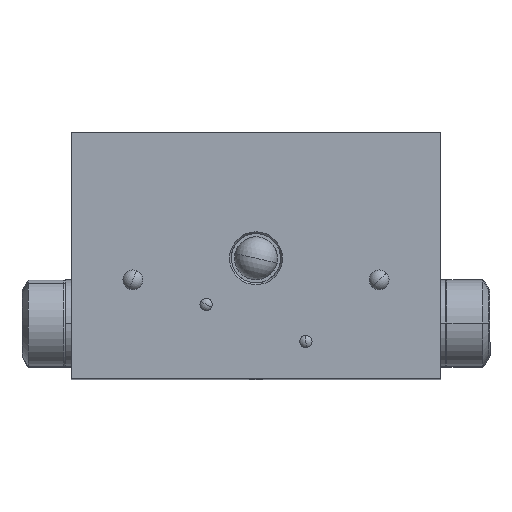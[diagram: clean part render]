
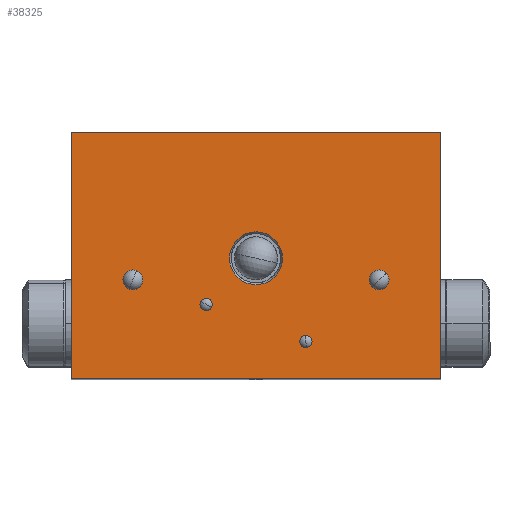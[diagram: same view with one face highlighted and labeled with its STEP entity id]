
A CAD part, top view. The second image highlights one B-rep face of the part: STEP entity #38325.
In plain terms, the highlighted planar face has unit normal (0, 0, 1).
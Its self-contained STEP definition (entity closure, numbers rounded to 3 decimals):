
#534 = CARTESIAN_POINT ( 'NONE',  ( 30., 40., 90. ) ) ;
#746 = AXIS2_PLACEMENT_3D ( 'NONE', #38530, #32822, #11548 ) ;
#1124 = EDGE_LOOP ( 'NONE', ( #32073, #15721 ) ) ;
#1607 = CARTESIAN_POINT ( 'NONE',  ( 20., 16., 90. ) ) ;
#1647 = EDGE_CURVE ( 'NONE', #2115, #3067, #4328, .T. ) ;
#2112 = AXIS2_PLACEMENT_3D ( 'NONE', #20712, #29206, #32739 ) ;
#2115 = VERTEX_POINT ( 'NONE', #24005 ) ;
#2268 = EDGE_CURVE ( 'NONE', #15106, #33004, #19394, .T. ) ;
#2281 = EDGE_CURVE ( 'NONE', #31172, #36516, #37011, .T. ) ;
#2453 = AXIS2_PLACEMENT_3D ( 'NONE', #18275, #12558, #6677 ) ;
#2469 = ORIENTED_EDGE ( 'NONE', *, *, #37318, .F. ) ;
#2663 = VERTEX_POINT ( 'NONE', #4839 ) ;
#3052 = VERTEX_POINT ( 'NONE', #30118 ) ;
#3067 = VERTEX_POINT ( 'NONE', #27162 ) ;
#3796 = AXIS2_PLACEMENT_3D ( 'NONE', #1607, #13587, #22645 ) ;
#3983 = LINE ( 'NONE', #22861, #14998 ) ;
#4058 = AXIS2_PLACEMENT_3D ( 'NONE', #13779, #34669, #16738 ) ;
#4092 = EDGE_CURVE ( 'NONE', #15909, #2663, #28291, .T. ) ;
#4328 = CIRCLE ( 'NONE', #28203, 4.289 ) ;
#4549 = CARTESIAN_POINT ( 'NONE',  ( 8.1, 6., 90. ) ) ;
#4839 = CARTESIAN_POINT ( 'NONE',  ( 21.6, 16., 90. ) ) ;
#4907 = FACE_BOUND ( 'NONE', #6369, .T. ) ;
#6369 = EDGE_LOOP ( 'NONE', ( #26707, #30783 ) ) ;
#6677 = DIRECTION ( 'NONE',  ( -1., 0., 0. ) ) ;
#7095 = EDGE_LOOP ( 'NONE', ( #20725, #33923 ) ) ;
#7150 = ORIENTED_EDGE ( 'NONE', *, *, #2268, .T. ) ;
#7325 = CARTESIAN_POINT ( 'NONE',  ( -21.6, 16., 90. ) ) ;
#7643 = CIRCLE ( 'NONE', #746, 1.6 ) ;
#8435 = PLANE ( 'NONE',  #31739 ) ;
#8909 = LINE ( 'NONE', #24638, #32229 ) ;
#8987 = CIRCLE ( 'NONE', #18387, 1. ) ;
#9068 = DIRECTION ( 'NONE',  ( 0., 0., 1. ) ) ;
#9074 = CARTESIAN_POINT ( 'NONE',  ( 30., 40., 90. ) ) ;
#9297 = EDGE_LOOP ( 'NONE', ( #30246, #28602, #12018, #15195 ) ) ;
#9703 = CIRCLE ( 'NONE', #19123, 1. ) ;
#10443 = DIRECTION ( 'NONE',  ( 1., 0., 0. ) ) ;
#10626 = DIRECTION ( 'NONE',  ( 0., 0., 1. ) ) ;
#11548 = DIRECTION ( 'NONE',  ( -1., 0., 0. ) ) ;
#11616 = EDGE_CURVE ( 'NONE', #25606, #23106, #28846, .T. ) ;
#12018 = ORIENTED_EDGE ( 'NONE', *, *, #30703, .F. ) ;
#12065 = EDGE_CURVE ( 'NONE', #3052, #19948, #8987, .T. ) ;
#12193 = DIRECTION ( 'NONE',  ( 0., 0., 1. ) ) ;
#12201 = ORIENTED_EDGE ( 'NONE', *, *, #2281, .F. ) ;
#12558 = DIRECTION ( 'NONE',  ( 0., 0., -1. ) ) ;
#12956 = EDGE_CURVE ( 'NONE', #2663, #15909, #14673, .T. ) ;
#13190 = CARTESIAN_POINT ( 'NONE',  ( 0., 19.5, 90. ) ) ;
#13587 = DIRECTION ( 'NONE',  ( 0., 0., -1. ) ) ;
#13779 = CARTESIAN_POINT ( 'NONE',  ( -8.1, 12., 90. ) ) ;
#14673 = CIRCLE ( 'NONE', #2112, 1.6 ) ;
#14998 = VECTOR ( 'NONE', #19110, 1000. ) ;
#15085 = LINE ( 'NONE', #534, #25262 ) ;
#15106 = VERTEX_POINT ( 'NONE', #22346 ) ;
#15195 = ORIENTED_EDGE ( 'NONE', *, *, #19862, .T. ) ;
#15284 = EDGE_LOOP ( 'NONE', ( #12201, #2469 ) ) ;
#15370 = CIRCLE ( 'NONE', #4058, 1. ) ;
#15707 = DIRECTION ( 'NONE',  ( 1., 0., 0. ) ) ;
#15721 = ORIENTED_EDGE ( 'NONE', *, *, #1647, .F. ) ;
#15909 = VERTEX_POINT ( 'NONE', #25200 ) ;
#15966 = EDGE_CURVE ( 'NONE', #3067, #2115, #33018, .T. ) ;
#16234 = DIRECTION ( 'NONE',  ( 1., 0., 0. ) ) ;
#16738 = DIRECTION ( 'NONE',  ( 1., 0., 0. ) ) ;
#16883 = DIRECTION ( 'NONE',  ( 0., 0., -1. ) ) ;
#17474 = FACE_BOUND ( 'NONE', #1124, .T. ) ;
#17521 = AXIS2_PLACEMENT_3D ( 'NONE', #33452, #12193, #15707 ) ;
#17668 = CARTESIAN_POINT ( 'NONE',  ( -30., 40., 90. ) ) ;
#18169 = EDGE_LOOP ( 'NONE', ( #20716, #7150 ) ) ;
#18275 = CARTESIAN_POINT ( 'NONE',  ( -20., 16., 90. ) ) ;
#18387 = AXIS2_PLACEMENT_3D ( 'NONE', #4549, #10626, #10443 ) ;
#19110 = DIRECTION ( 'NONE',  ( 0., -1., 0. ) ) ;
#19123 = AXIS2_PLACEMENT_3D ( 'NONE', #30327, #9068, #21651 ) ;
#19394 = CIRCLE ( 'NONE', #2453, 1.6 ) ;
#19852 = FACE_BOUND ( 'NONE', #15284, .T. ) ;
#19862 = EDGE_CURVE ( 'NONE', #37303, #25606, #3983, .T. ) ;
#19948 = VERTEX_POINT ( 'NONE', #26593 ) ;
#20712 = CARTESIAN_POINT ( 'NONE',  ( 20., 16., 90. ) ) ;
#20716 = ORIENTED_EDGE ( 'NONE', *, *, #24870, .T. ) ;
#20725 = ORIENTED_EDGE ( 'NONE', *, *, #4092, .T. ) ;
#21651 = DIRECTION ( 'NONE',  ( 1., 0., 0. ) ) ;
#22346 = CARTESIAN_POINT ( 'NONE',  ( -18.4, 16., 90. ) ) ;
#22609 = CARTESIAN_POINT ( 'NONE',  ( -30., 40., 90. ) ) ;
#22645 = DIRECTION ( 'NONE',  ( -1., 0., 0. ) ) ;
#22861 = CARTESIAN_POINT ( 'NONE',  ( -30., 40., 90. ) ) ;
#22946 = DIRECTION ( 'NONE',  ( 1., 0., 0. ) ) ;
#23106 = VERTEX_POINT ( 'NONE', #34197 ) ;
#23195 = CARTESIAN_POINT ( 'NONE',  ( -7.1, 12., 90. ) ) ;
#23428 = CARTESIAN_POINT ( 'NONE',  ( 0., 19.5, 90. ) ) ;
#24005 = CARTESIAN_POINT ( 'NONE',  ( -4.289, 19.5, 90. ) ) ;
#24638 = CARTESIAN_POINT ( 'NONE',  ( -30., 40., 90. ) ) ;
#24870 = EDGE_CURVE ( 'NONE', #33004, #15106, #7643, .T. ) ;
#25200 = CARTESIAN_POINT ( 'NONE',  ( 18.4, 16., 90. ) ) ;
#25209 = DIRECTION ( 'NONE',  ( 0., 0., 1. ) ) ;
#25262 = VECTOR ( 'NONE', #30264, 1000. ) ;
#25606 = VERTEX_POINT ( 'NONE', #33654 ) ;
#26158 = FACE_OUTER_BOUND ( 'NONE', #9297, .T. ) ;
#26545 = FACE_BOUND ( 'NONE', #7095, .T. ) ;
#26593 = CARTESIAN_POINT ( 'NONE',  ( 9.1, 6., 90. ) ) ;
#26707 = ORIENTED_EDGE ( 'NONE', *, *, #38070, .F. ) ;
#27162 = CARTESIAN_POINT ( 'NONE',  ( 4.289, 19.5, 90. ) ) ;
#27359 = DIRECTION ( 'NONE',  ( 0., 0., 1. ) ) ;
#27595 = DIRECTION ( 'NONE',  ( 1., 0., 0. ) ) ;
#28203 = AXIS2_PLACEMENT_3D ( 'NONE', #13190, #25209, #36853 ) ;
#28291 = CIRCLE ( 'NONE', #3796, 1.6 ) ;
#28598 = AXIS2_PLACEMENT_3D ( 'NONE', #23428, #27359, #16234 ) ;
#28602 = ORIENTED_EDGE ( 'NONE', *, *, #29669, .F. ) ;
#28846 = LINE ( 'NONE', #34768, #35391 ) ;
#29206 = DIRECTION ( 'NONE',  ( 0., 0., -1. ) ) ;
#29669 = EDGE_CURVE ( 'NONE', #33942, #23106, #15085, .T. ) ;
#30118 = CARTESIAN_POINT ( 'NONE',  ( 7.1, 6., 90. ) ) ;
#30246 = ORIENTED_EDGE ( 'NONE', *, *, #11616, .T. ) ;
#30264 = DIRECTION ( 'NONE',  ( 0., -1., 0. ) ) ;
#30327 = CARTESIAN_POINT ( 'NONE',  ( 8.1, 6., 90. ) ) ;
#30703 = EDGE_CURVE ( 'NONE', #37303, #33942, #8909, .T. ) ;
#30783 = ORIENTED_EDGE ( 'NONE', *, *, #12065, .F. ) ;
#31172 = VERTEX_POINT ( 'NONE', #23195 ) ;
#31739 = AXIS2_PLACEMENT_3D ( 'NONE', #22609, #16883, #35224 ) ;
#32073 = ORIENTED_EDGE ( 'NONE', *, *, #15966, .F. ) ;
#32229 = VECTOR ( 'NONE', #27595, 1000. ) ;
#32739 = DIRECTION ( 'NONE',  ( -1., 0., 0. ) ) ;
#32822 = DIRECTION ( 'NONE',  ( 0., 0., -1. ) ) ;
#33004 = VERTEX_POINT ( 'NONE', #7325 ) ;
#33018 = CIRCLE ( 'NONE', #28598, 4.289 ) ;
#33452 = CARTESIAN_POINT ( 'NONE',  ( -8.1, 12., 90. ) ) ;
#33654 = CARTESIAN_POINT ( 'NONE',  ( -30., 0., 90. ) ) ;
#33923 = ORIENTED_EDGE ( 'NONE', *, *, #12956, .T. ) ;
#33942 = VERTEX_POINT ( 'NONE', #9074 ) ;
#34197 = CARTESIAN_POINT ( 'NONE',  ( 30., 0., 90. ) ) ;
#34669 = DIRECTION ( 'NONE',  ( 0., 0., 1. ) ) ;
#34768 = CARTESIAN_POINT ( 'NONE',  ( -30., 0., 90. ) ) ;
#35224 = DIRECTION ( 'NONE',  ( -1., 0., 0. ) ) ;
#35391 = VECTOR ( 'NONE', #22946, 1000. ) ;
#36516 = VERTEX_POINT ( 'NONE', #36769 ) ;
#36769 = CARTESIAN_POINT ( 'NONE',  ( -9.1, 12., 90. ) ) ;
#36853 = DIRECTION ( 'NONE',  ( 1., 0., 0. ) ) ;
#37011 = CIRCLE ( 'NONE', #17521, 1. ) ;
#37303 = VERTEX_POINT ( 'NONE', #17668 ) ;
#37318 = EDGE_CURVE ( 'NONE', #36516, #31172, #15370, .T. ) ;
#37991 = FACE_BOUND ( 'NONE', #18169, .T. ) ;
#38070 = EDGE_CURVE ( 'NONE', #19948, #3052, #9703, .T. ) ;
#38325 = ADVANCED_FACE ( 'NONE', ( #17474, #19852, #4907, #37991, #26545, #26158 ), #8435, .F. ) ;
#38530 = CARTESIAN_POINT ( 'NONE',  ( -20., 16., 90. ) ) ;
